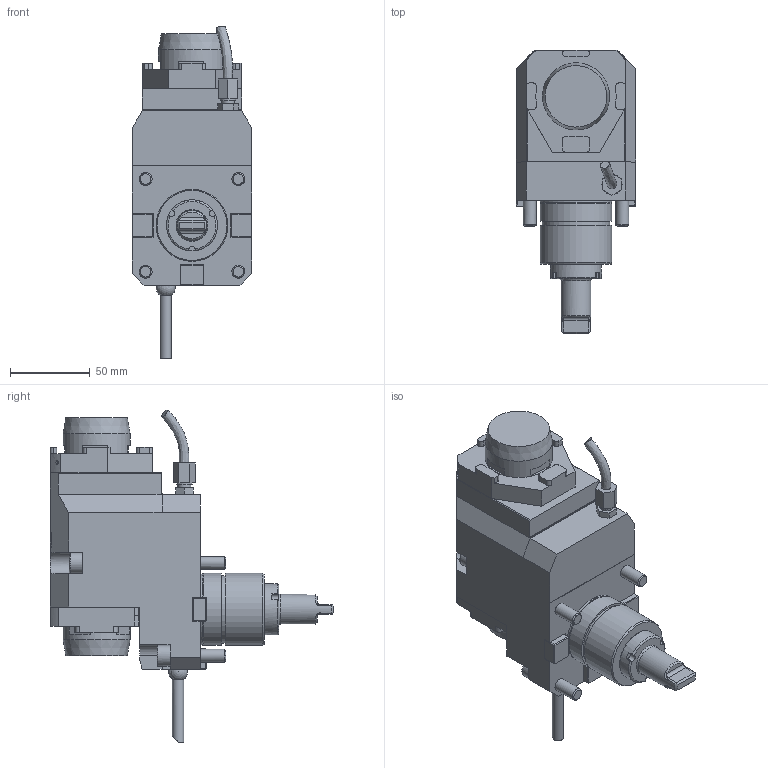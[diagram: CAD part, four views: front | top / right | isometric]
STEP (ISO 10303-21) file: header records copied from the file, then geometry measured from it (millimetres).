
FILE_DESCRIPTION (( 'STEP AP214' ), '1' );
FILE_NAME ('RRPPTAH25I121UT45P.STEP', '2025-09-24T09:59:01', ( '' ), ( '' ), 'SwSTEP 2.0', 'SolidWorks 2023', '' );
FILE_SCHEMA (( 'AUTOMOTIVE_DESIGN' ));
Length unit declared in the file: millimetre
Products named in the file (1): RRPPTAH25I121UT45P
Bounding box: 75 x 177.5 x 207.81 mm (x, y, z)
Volume: 866319.5 mm3; surface area: 75594.9 mm2
Topology: 1 solids, 1 shells, 695 faces, 1846 edges, 1218 vertices
Faces by surface type: plane 486, cylinder 105, bspline 74, cone 20, torus 9, sphere 1
Full cylindrical faces by diameter (mm): 1.7 x1, 2.1 x1, 4 x1, 6.366 x1, 7 x1, 8 x4, 8.15 x1, 9.8 x1, 13 x4, 18.7 x1, 32 x1, 42 x2, 42.4 x1, 44.6 x1, 45 x2
Entity records: 29924 total; most frequent: CARTESIAN_POINT 9734, ORIENTED_EDGE 3562, DIRECTION 3009, EDGE_CURVE 1781, LINE 1297, VECTOR 1297, VERTEX_POINT 1196, AXIS2_PLACEMENT_3D 856
